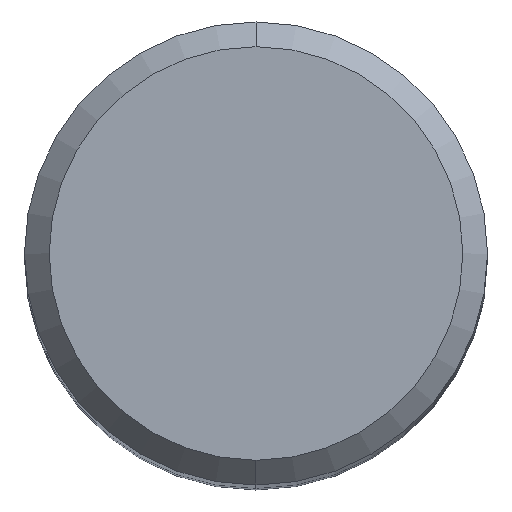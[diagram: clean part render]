
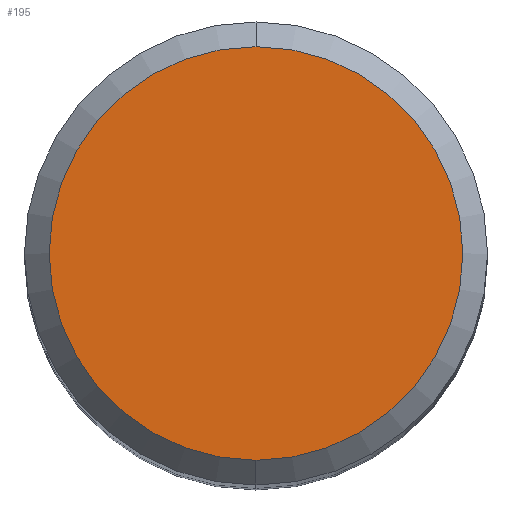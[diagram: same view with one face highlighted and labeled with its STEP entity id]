
A CAD part, top view. The second image highlights one B-rep face of the part: STEP entity #195.
In plain terms, the highlighted planar face has unit normal (0, 0, 1).
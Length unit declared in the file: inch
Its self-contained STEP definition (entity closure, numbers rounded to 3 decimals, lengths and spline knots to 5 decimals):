
#4 = DIRECTION ( 'NONE',  ( 0., 0., -1. ) ) ;
#32 = VERTEX_POINT ( 'NONE', #101 ) ;
#33 = AXIS2_PLACEMENT_3D ( 'NONE', #372, #89, #215 ) ;
#41 = ORIENTED_EDGE ( 'NONE', *, *, #225, .T. ) ;
#49 = CARTESIAN_POINT ( 'NONE',  ( 0., 0.1675, 0. ) ) ;
#65 = CIRCLE ( 'NONE', #119, 0.1675 ) ;
#75 = CARTESIAN_POINT ( 'NONE',  ( 0., 0., 0. ) ) ;
#89 = DIRECTION ( 'NONE',  ( 0., 0., 1. ) ) ;
#101 = CARTESIAN_POINT ( 'NONE',  ( 0., -0.1675, 0. ) ) ;
#102 = EDGE_CURVE ( 'NONE', #361, #32, #259, .T. ) ;
#110 = ORIENTED_EDGE ( 'NONE', *, *, #102, .T. ) ;
#117 = FACE_OUTER_BOUND ( 'NONE', #232, .T. ) ;
#119 = AXIS2_PLACEMENT_3D ( 'NONE', #75, #324, #173 ) ;
#173 = DIRECTION ( 'NONE',  ( 0., -1., 0. ) ) ;
#195 = ADVANCED_FACE ( 'NONE', ( #117 ), #316, .F. ) ;
#215 = DIRECTION ( 'NONE',  ( 0., -1., 0. ) ) ;
#225 = EDGE_CURVE ( 'NONE', #32, #361, #65, .T. ) ;
#232 = EDGE_LOOP ( 'NONE', ( #110, #41 ) ) ;
#259 = CIRCLE ( 'NONE', #33, 0.1675 ) ;
#274 = AXIS2_PLACEMENT_3D ( 'NONE', #49, #4, #346 ) ;
#316 = PLANE ( 'NONE',  #274 ) ;
#324 = DIRECTION ( 'NONE',  ( 0., 0., 1. ) ) ;
#346 = DIRECTION ( 'NONE',  ( 0., 1., 0. ) ) ;
#361 = VERTEX_POINT ( 'NONE', #394 ) ;
#372 = CARTESIAN_POINT ( 'NONE',  ( 0., 0., 0. ) ) ;
#394 = CARTESIAN_POINT ( 'NONE',  ( 0., 0.1675, 0. ) ) ;
